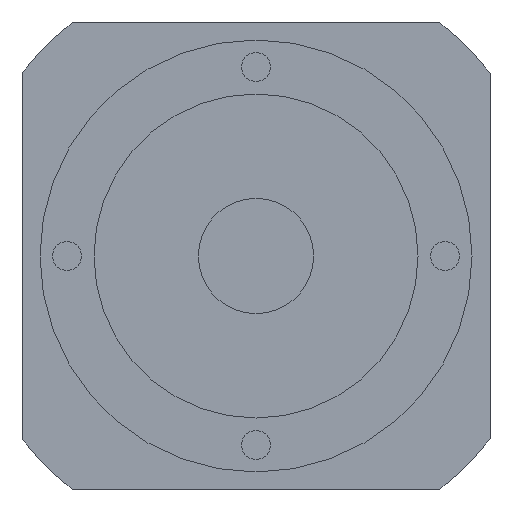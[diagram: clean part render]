
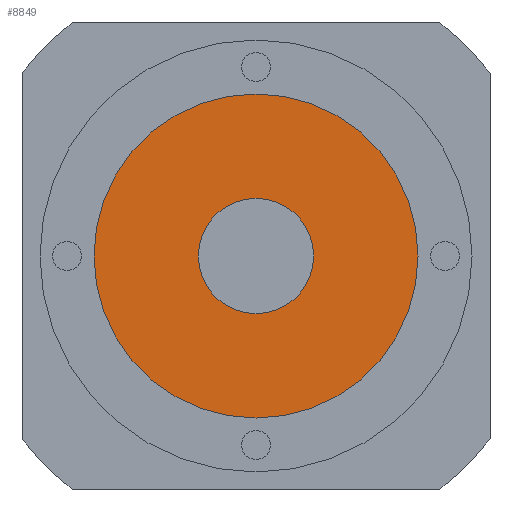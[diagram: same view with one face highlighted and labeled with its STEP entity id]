
A CAD part, front view. The second image highlights one B-rep face of the part: STEP entity #8849.
In plain terms, the highlighted planar face has unit normal (0, -1, 0).
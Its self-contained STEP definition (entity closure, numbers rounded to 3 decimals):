
#141 = EDGE_LOOP ( 'NONE', ( #11437, #4298 ) ) ;
#675 = CARTESIAN_POINT ( 'NONE',  ( -16., 59.5, 0. ) ) ;
#1241 = DIRECTION ( 'NONE',  ( 0., 0., -1. ) ) ;
#1800 = ORIENTED_EDGE ( 'NONE', *, *, #4978, .T. ) ;
#1829 = CIRCLE ( 'NONE', #10649, 45. ) ;
#1889 = DIRECTION ( 'NONE',  ( 0., -1., 0. ) ) ;
#1959 = CARTESIAN_POINT ( 'NONE',  ( 0., 59.5, 0. ) ) ;
#2842 = AXIS2_PLACEMENT_3D ( 'NONE', #7329, #7174, #1241 ) ;
#3063 = VERTEX_POINT ( 'NONE', #4114 ) ;
#4114 = CARTESIAN_POINT ( 'NONE',  ( 0., 59.5, 16. ) ) ;
#4298 = ORIENTED_EDGE ( 'NONE', *, *, #15297, .F. ) ;
#4343 = DIRECTION ( 'NONE',  ( 0., 0., -1. ) ) ;
#4354 = CARTESIAN_POINT ( 'NONE',  ( 0., 59.5, -45. ) ) ;
#4374 = CIRCLE ( 'NONE', #2842, 45. ) ;
#4673 = CARTESIAN_POINT ( 'NONE',  ( 0., 59.5, 45. ) ) ;
#4978 = EDGE_CURVE ( 'NONE', #12551, #13156, #4374, .T. ) ;
#4989 = DIRECTION ( 'NONE',  ( 0., 0., -1. ) ) ;
#5059 = EDGE_LOOP ( 'NONE', ( #1800, #8229 ) ) ;
#6087 = CARTESIAN_POINT ( 'NONE',  ( 0., 59.5, -16. ) ) ;
#6838 = DIRECTION ( 'NONE',  ( 0., 0., 1. ) ) ;
#6916 = FACE_BOUND ( 'NONE', #141, .T. ) ;
#6987 = FACE_OUTER_BOUND ( 'NONE', #5059, .T. ) ;
#7174 = DIRECTION ( 'NONE',  ( 0., -1., 0. ) ) ;
#7329 = CARTESIAN_POINT ( 'NONE',  ( 0., 59.5, 0. ) ) ;
#8229 = ORIENTED_EDGE ( 'NONE', *, *, #10873, .T. ) ;
#8777 = DIRECTION ( 'NONE',  ( 0., -1., 0. ) ) ;
#8849 = ADVANCED_FACE ( 'NONE', ( #6916, #6987 ), #15364, .F. ) ;
#9021 = AXIS2_PLACEMENT_3D ( 'NONE', #675, #11732, #6838 ) ;
#9180 = CIRCLE ( 'NONE', #15232, 16. ) ;
#9294 = VERTEX_POINT ( 'NONE', #6087 ) ;
#9873 = CARTESIAN_POINT ( 'NONE',  ( 0., 59.5, 0. ) ) ;
#10150 = CIRCLE ( 'NONE', #13930, 16. ) ;
#10492 = EDGE_CURVE ( 'NONE', #9294, #3063, #10150, .T. ) ;
#10649 = AXIS2_PLACEMENT_3D ( 'NONE', #11730, #12986, #13819 ) ;
#10873 = EDGE_CURVE ( 'NONE', #13156, #12551, #1829, .T. ) ;
#11437 = ORIENTED_EDGE ( 'NONE', *, *, #10492, .F. ) ;
#11730 = CARTESIAN_POINT ( 'NONE',  ( 0., 59.5, 0. ) ) ;
#11732 = DIRECTION ( 'NONE',  ( 0., 1., 0. ) ) ;
#12551 = VERTEX_POINT ( 'NONE', #4354 ) ;
#12986 = DIRECTION ( 'NONE',  ( 0., -1., 0. ) ) ;
#13156 = VERTEX_POINT ( 'NONE', #4673 ) ;
#13819 = DIRECTION ( 'NONE',  ( 0., 0., -1. ) ) ;
#13930 = AXIS2_PLACEMENT_3D ( 'NONE', #9873, #8777, #4989 ) ;
#15232 = AXIS2_PLACEMENT_3D ( 'NONE', #1959, #1889, #4343 ) ;
#15297 = EDGE_CURVE ( 'NONE', #3063, #9294, #9180, .T. ) ;
#15364 = PLANE ( 'NONE',  #9021 ) ;
